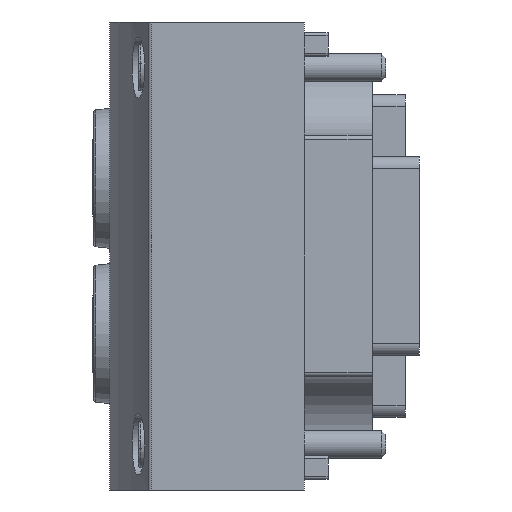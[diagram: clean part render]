
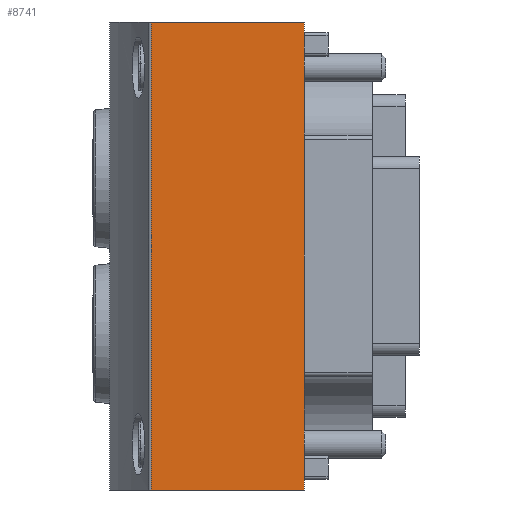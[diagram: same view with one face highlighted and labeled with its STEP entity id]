
A CAD part, left-side view. The second image highlights one B-rep face of the part: STEP entity #8741.
In plain terms, the highlighted planar face has unit normal (-1, 0, 0).
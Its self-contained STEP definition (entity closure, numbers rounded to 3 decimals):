
#896=ORIENTED_EDGE('',*,*,#3411,.T.);
#897=ORIENTED_EDGE('',*,*,#3412,.F.);
#898=ORIENTED_EDGE('',*,*,#3413,.F.);
#899=ORIENTED_EDGE('',*,*,#3409,.T.);
#3409=EDGE_CURVE('',#4667,#4666,#5497,.T.);
#3411=EDGE_CURVE('',#4666,#4668,#5498,.T.);
#3412=EDGE_CURVE('',#4669,#4668,#5499,.T.);
#3413=EDGE_CURVE('',#4667,#4669,#5500,.T.);
#4666=VERTEX_POINT('',#13455);
#4667=VERTEX_POINT('',#13457);
#4668=VERTEX_POINT('',#13461);
#4669=VERTEX_POINT('',#13463);
#5497=LINE('',#13456,#6329);
#5498=LINE('',#13460,#6330);
#5499=LINE('',#13462,#6331);
#5500=LINE('',#13464,#6332);
#6329=VECTOR('',#10510,1000.);
#6330=VECTOR('',#10515,1000.);
#6331=VECTOR('',#10516,1000.);
#6332=VECTOR('',#10517,1000.);
#7078=EDGE_LOOP('',(#896,#897,#898,#899));
#7766=FACE_BOUND('',#7078,.T.);
#8419=PLANE('',#9355);
#8741=ADVANCED_FACE('',(#7766),#8419,.F.);
#9355=AXIS2_PLACEMENT_3D('',#13459,#10513,#10514);
#10510=DIRECTION('',(0.,0.,-1.));
#10513=DIRECTION('',(1.,0.,0.));
#10514=DIRECTION('',(0.,0.,-1.));
#10515=DIRECTION('',(0.,-1.,0.));
#10516=DIRECTION('',(0.,0.,-1.));
#10517=DIRECTION('',(0.,-1.,0.));
#13455=CARTESIAN_POINT('',(-53.65,16.298,-24.85));
#13456=CARTESIAN_POINT('',(-53.65,16.298,24.85));
#13457=CARTESIAN_POINT('',(-53.65,16.298,24.85));
#13459=CARTESIAN_POINT('',(-53.65,16.298,24.85));
#13460=CARTESIAN_POINT('',(-53.65,16.298,-24.85));
#13461=CARTESIAN_POINT('',(-53.65,0.,-24.85));
#13462=CARTESIAN_POINT('',(-53.65,0.,24.85));
#13463=CARTESIAN_POINT('',(-53.65,0.,24.85));
#13464=CARTESIAN_POINT('',(-53.65,16.298,24.85));
